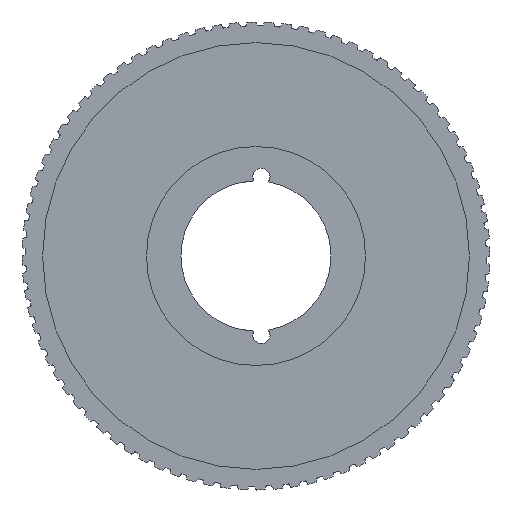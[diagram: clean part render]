
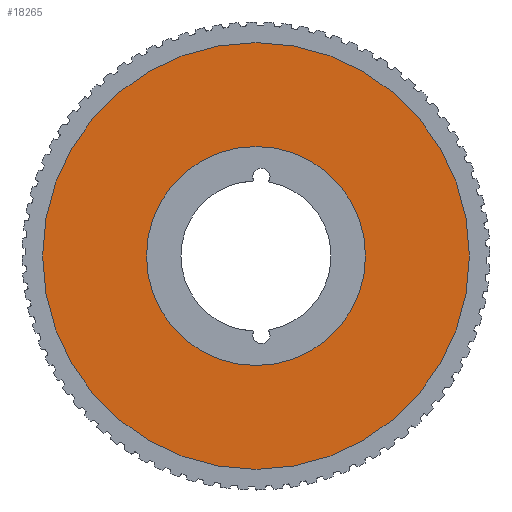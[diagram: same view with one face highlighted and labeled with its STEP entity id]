
A CAD part, left-side view. The second image highlights one B-rep face of the part: STEP entity #18265.
In plain terms, the highlighted planar face has unit normal (-1, 0, 0).
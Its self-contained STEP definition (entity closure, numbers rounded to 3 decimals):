
#1643 = ORIENTED_EDGE ( 'NONE', *, *, #23776, .T. ) ;
#2074 = CARTESIAN_POINT ( 'NONE',  ( 3.89, 45.098, -45.098 ) ) ;
#2350 = EDGE_CURVE ( 'NONE', #22639, #21703, #24636, .T. ) ;
#3113 = DIRECTION ( 'NONE',  ( -1., 0., 0. ) ) ;
#3268 = PLANE ( 'NONE',  #12136 ) ;
#4098 = CARTESIAN_POINT ( 'NONE',  ( 3.89, 45.098, -45.098 ) ) ;
#4131 = DIRECTION ( 'NONE',  ( 0., 0., 1. ) ) ;
#5374 = CIRCLE ( 'NONE', #11962, 59.438 ) ;
#6120 = DIRECTION ( 'NONE',  ( 0., 0., 1. ) ) ;
#6270 = CARTESIAN_POINT ( 'NONE',  ( 3.89, 45.098, -45.098 ) ) ;
#7330 = CARTESIAN_POINT ( 'NONE',  ( 3.89, 45.098, -45.098 ) ) ;
#7339 = AXIS2_PLACEMENT_3D ( 'NONE', #2074, #16194, #4131 ) ;
#7439 = EDGE_LOOP ( 'NONE', ( #23501, #9243 ) ) ;
#8280 = DIRECTION ( 'NONE',  ( 0., 0., 1. ) ) ;
#8858 = CARTESIAN_POINT ( 'NONE',  ( 3.89, 45.098, 14.34 ) ) ;
#9243 = ORIENTED_EDGE ( 'NONE', *, *, #15887, .F. ) ;
#9366 = VERTEX_POINT ( 'NONE', #8858 ) ;
#11523 = CIRCLE ( 'NONE', #7339, 115.8 ) ;
#11962 = AXIS2_PLACEMENT_3D ( 'NONE', #4098, #18196, #6120 ) ;
#12136 = AXIS2_PLACEMENT_3D ( 'NONE', #7330, #25380, #13383 ) ;
#13133 = FACE_BOUND ( 'NONE', #7439, .T. ) ;
#13383 = DIRECTION ( 'NONE',  ( 0., 0., 1. ) ) ;
#13469 = VERTEX_POINT ( 'NONE', #15479 ) ;
#14294 = CARTESIAN_POINT ( 'NONE',  ( 3.89, 45.098, 70.702 ) ) ;
#14754 = EDGE_CURVE ( 'NONE', #9366, #13469, #19902, .T. ) ;
#15194 = CARTESIAN_POINT ( 'NONE',  ( 3.89, 45.098, -45.098 ) ) ;
#15479 = CARTESIAN_POINT ( 'NONE',  ( 3.89, 45.098, -104.536 ) ) ;
#15887 = EDGE_CURVE ( 'NONE', #13469, #9366, #5374, .T. ) ;
#16194 = DIRECTION ( 'NONE',  ( -1., 0., 0. ) ) ;
#16349 = EDGE_LOOP ( 'NONE', ( #20769, #1643 ) ) ;
#17221 = DIRECTION ( 'NONE',  ( 0., 0., 1. ) ) ;
#18196 = DIRECTION ( 'NONE',  ( -1., 0., 0. ) ) ;
#18265 = ADVANCED_FACE ( 'NONE', ( #13133, #18537 ), #3268, .T. ) ;
#18537 = FACE_OUTER_BOUND ( 'NONE', #16349, .T. ) ;
#19902 = CIRCLE ( 'NONE', #22537, 59.438 ) ;
#20340 = DIRECTION ( 'NONE',  ( -1., 0., 0. ) ) ;
#20496 = CARTESIAN_POINT ( 'NONE',  ( 3.89, 45.098, -160.898 ) ) ;
#20769 = ORIENTED_EDGE ( 'NONE', *, *, #2350, .T. ) ;
#21703 = VERTEX_POINT ( 'NONE', #20496 ) ;
#22537 = AXIS2_PLACEMENT_3D ( 'NONE', #6270, #20340, #8280 ) ;
#22639 = VERTEX_POINT ( 'NONE', #14294 ) ;
#23501 = ORIENTED_EDGE ( 'NONE', *, *, #14754, .F. ) ;
#23776 = EDGE_CURVE ( 'NONE', #21703, #22639, #11523, .T. ) ;
#24636 = CIRCLE ( 'NONE', #24716, 115.8 ) ;
#24716 = AXIS2_PLACEMENT_3D ( 'NONE', #15194, #3113, #17221 ) ;
#25380 = DIRECTION ( 'NONE',  ( -1., 0., 0. ) ) ;
